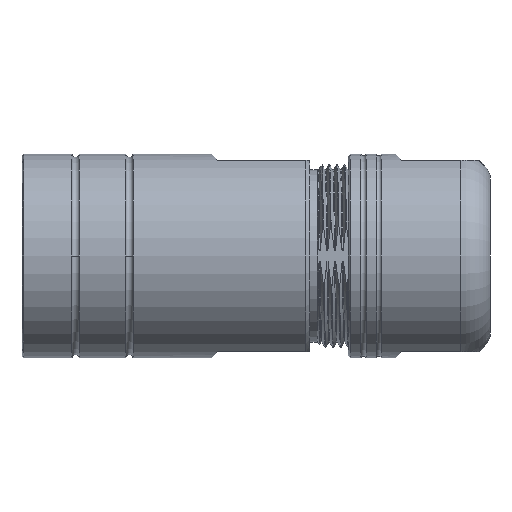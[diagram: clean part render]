
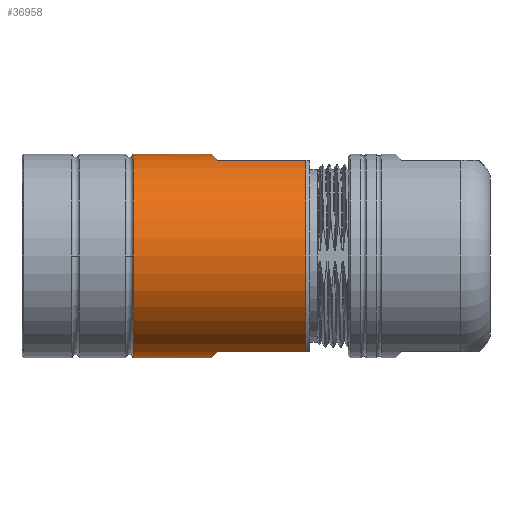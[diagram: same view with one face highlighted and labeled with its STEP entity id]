
A CAD part, front view. The second image highlights one B-rep face of the part: STEP entity #36958.
In plain terms, the highlighted cylindrical face has radius 13.25 mm (diameter 26.5 mm), a partial arc.
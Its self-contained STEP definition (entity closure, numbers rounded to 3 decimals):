
#9395=CARTESIAN_POINT('',(24.7,0.,-13.25));
#9396=CARTESIAN_POINT('',(24.7,-1.603,
-13.25));
#9397=CARTESIAN_POINT('',(24.981,-3.109,
-12.969));
#9398=CARTESIAN_POINT('',(25.5,-4.534,-12.45));
#9400=CARTESIAN_POINT('',(14.49,0.,0.));
#9401=DIRECTION('',(-1.,0.,0.));
#9402=DIRECTION('',(0.,0.,-1.));
#9403=AXIS2_PLACEMENT_3D('',#9400,#9401,#9402);
#9405=CARTESIAN_POINT('',(14.49,0.,0.));
#9406=DIRECTION('',(-1.,0.,0.));
#9407=DIRECTION('',(0.,-1.,0.));
#9408=AXIS2_PLACEMENT_3D('',#9405,#9406,#9407);
#9410=CARTESIAN_POINT('',(25.5,-4.534,12.45));
#9411=CARTESIAN_POINT('',(24.981,-3.109,12.969));
#9412=CARTESIAN_POINT('',(24.7,-1.603,13.25));
#9413=CARTESIAN_POINT('',(24.7,0.,13.25));
#9415=DIRECTION('',(-1.,0.,0.));
#9416=VECTOR('',#9415,11.5);
#9417=CARTESIAN_POINT('',(37.,-4.534,12.45));
#9418=LINE('',#9417,#9416);
#9419=CARTESIAN_POINT('',(37.,0.,0.));
#9420=DIRECTION('',(-1.,0.,0.));
#9421=DIRECTION('',(0.,-0.342,-0.94));
#9422=AXIS2_PLACEMENT_3D('',#9419,#9420,#9421);
#9424=DIRECTION('',(-1.,0.,0.));
#9425=VECTOR('',#9424,11.5);
#9426=CARTESIAN_POINT('',(37.,-4.534,-12.45));
#9427=LINE('',#9426,#9425);
#9492=CARTESIAN_POINT('',(24.7,0.,-13.25));
#9512=DIRECTION('',(-1.,0.,0.));
#9513=VECTOR('',#9512,10.21);
#9514=CARTESIAN_POINT('',(24.7,0.,
13.25));
#9515=LINE('',#9514,#9513);
#9526=DIRECTION('',(-1.,0.,0.));
#9527=VECTOR('',#9526,10.21);
#9528=CARTESIAN_POINT('',(24.7,0.,
-13.25));
#9529=LINE('',#9528,#9527);
#14159=VERTEX_POINT('',#9492);
#14162=CARTESIAN_POINT('',(25.5,-4.534,-12.45));
#14163=VERTEX_POINT('',#14162);
#14164=CARTESIAN_POINT('',(37.,-4.534,-12.45));
#14165=VERTEX_POINT('',#14164);
#14344=CARTESIAN_POINT('',(14.49,0.,-13.25));
#14345=CARTESIAN_POINT('',(14.49,-13.25,0.));
#14346=VERTEX_POINT('',#14344);
#14347=VERTEX_POINT('',#14345);
#14350=CARTESIAN_POINT('',(14.49,0.,13.25));
#14351=VERTEX_POINT('',#14350);
#14360=CARTESIAN_POINT('',(37.,-4.534,12.45));
#14361=VERTEX_POINT('',#14360);
#14364=CARTESIAN_POINT('',(24.7,0.,
13.25));
#14365=VERTEX_POINT('',#14364);
#14366=CARTESIAN_POINT('',(25.5,-4.534,12.45));
#14367=VERTEX_POINT('',#14366);
#36936=CARTESIAN_POINT('',(50.4,0.,0.));
#36937=DIRECTION('',(-1.,0.,0.));
#36938=DIRECTION('',(0.,0.,-1.));
#36939=AXIS2_PLACEMENT_3D('',#36936,#36937,#36938);
#36940=CYLINDRICAL_SURFACE('',#36939,13.25);
#36942=ORIENTED_EDGE('',*,*,#36941,.F.);
#36944=ORIENTED_EDGE('',*,*,#36943,.T.);
#36946=ORIENTED_EDGE('',*,*,#36945,.T.);
#36948=ORIENTED_EDGE('',*,*,#36947,.T.);
#36950=ORIENTED_EDGE('',*,*,#36949,.F.);
#36952=ORIENTED_EDGE('',*,*,#36951,.F.);
#36953=ORIENTED_EDGE('',*,*,#36875,.F.);
#36954=ORIENTED_EDGE('',*,*,#36891,.F.);
#36955=ORIENTED_EDGE('',*,*,#36846,.T.);
#36956=EDGE_LOOP('',(#36942,#36944,#36946,#36948,#36950,#36952,#36953,#36954,
#36955));
#36957=FACE_OUTER_BOUND('',#36956,.F.);
#36958=ADVANCED_FACE('',(#36957),#36940,.T.);
#9399=B_SPLINE_CURVE_WITH_KNOTS('',3,(#9395,#9396,#9397,#9398),.UNSPECIFIED.,
.F.,.F.,(4,4),(0.,1.),.UNSPECIFIED.);
#9404=CIRCLE('',#9403,13.25);
#9409=CIRCLE('',#9408,13.25);
#9414=B_SPLINE_CURVE_WITH_KNOTS('',3,(#9410,#9411,#9412,#9413),.UNSPECIFIED.,
.F.,.F.,(4,4),(0.,1.),.UNSPECIFIED.);
#9423=CIRCLE('',#9422,13.25);
#36846=EDGE_CURVE('',#14165,#14163,#9427,.T.);
#36875=EDGE_CURVE('',#14361,#14367,#9418,.T.);
#36891=EDGE_CURVE('',#14165,#14361,#9423,.T.);
#36941=EDGE_CURVE('',#14159,#14163,#9399,.T.);
#36943=EDGE_CURVE('',#14159,#14346,#9529,.T.);
#36945=EDGE_CURVE('',#14346,#14347,#9404,.T.);
#36947=EDGE_CURVE('',#14347,#14351,#9409,.T.);
#36949=EDGE_CURVE('',#14365,#14351,#9515,.T.);
#36951=EDGE_CURVE('',#14367,#14365,#9414,.T.);
